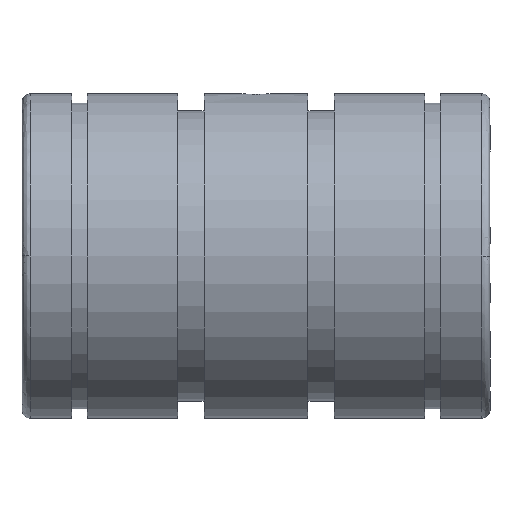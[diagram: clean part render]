
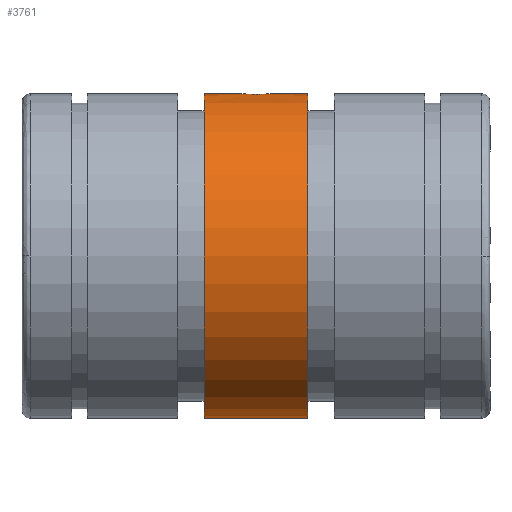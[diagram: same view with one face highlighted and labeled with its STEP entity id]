
A CAD part, left-side view. The second image highlights one B-rep face of the part: STEP entity #3761.
In plain terms, the highlighted cylindrical face has radius 19.844 mm (diameter 39.688 mm), a partial arc.
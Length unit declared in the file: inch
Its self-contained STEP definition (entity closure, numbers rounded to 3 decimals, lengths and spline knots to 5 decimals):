
#45 = EDGE_CURVE ( 'NONE', #981, #537, #1641, .T. ) ;
#148 = VECTOR ( 'NONE', #5266, 39.37008 ) ;
#176 = CARTESIAN_POINT ( 'NONE',  ( -0.01028, -0.07764, 0.78121 ) ) ;
#234 = CARTESIAN_POINT ( 'NONE',  ( -0.07763, -0.01033, 0.77739 ) ) ;
#430 = CARTESIAN_POINT ( 'NONE',  ( 0., -0.25, -0.78126 ) ) ;
#504 = FACE_OUTER_BOUND ( 'NONE', #3006, .T. ) ;
#537 = VERTEX_POINT ( 'NONE', #3371 ) ;
#646 = CARTESIAN_POINT ( 'NONE',  ( -0.0205, 0.0761, 0.78105 ) ) ;
#727 = CARTESIAN_POINT ( 'NONE',  ( -0.07815, 0.00517, 0.77734 ) ) ;
#806 = DIRECTION ( 'NONE',  ( 0., 0., -1. ) ) ;
#830 = B_SPLINE_CURVE_WITH_KNOTS ( 'NONE', 3,
 ( #6869, #3331, #176, #2059, #4469, #1466, #6834, #3308, #2035, #6254, #3951, #5120, #5045, #6296, #1441, #234, #5655, #6274 ),
 .UNSPECIFIED., .F., .F.,
 ( 4, 2, 2, 2, 2, 2, 2, 2, 4 ),
 ( 0.00311, 0.00349, 0.00388, 0.00427, 0.00466, 0.00504, 0.00543, 0.00582, 0.00621 ),
 .UNSPECIFIED. ) ;
#880 = B_SPLINE_CURVE_WITH_KNOTS ( 'NONE', 3,
 ( #7364, #727, #1917, #3707, #6746, #4947, #1994, #4310, #5569, #4999, #6189, #646, #3142, #5496 ),
 .UNSPECIFIED., .F., .F.,
 ( 4, 2, 2, 2, 2, 2, 4 ),
 ( 0.00621, 0.0066, 0.00698, 0.00737, 0.00776, 0.00854, 0.00931 ),
 .UNSPECIFIED. ) ;
#981 = VERTEX_POINT ( 'NONE', #3591 ) ;
#1013 = VERTEX_POINT ( 'NONE', #430 ) ;
#1075 = DIRECTION ( 'NONE',  ( 0., -1., 0. ) ) ;
#1156 = CIRCLE ( 'NONE', #7116, 0.78126 ) ;
#1322 = DIRECTION ( 'NONE',  ( 0., -1., 0. ) ) ;
#1366 = CARTESIAN_POINT ( 'NONE',  ( -0.07815, 0., 0.77734 ) ) ;
#1428 = DIRECTION ( 'NONE',  ( 0., 1., 0. ) ) ;
#1441 = CARTESIAN_POINT ( 'NONE',  ( -0.07563, -0.02034, 0.77759 ) ) ;
#1466 = CARTESIAN_POINT ( 'NONE',  ( -0.03462, -0.07025, 0.78051 ) ) ;
#1641 = LINE ( 'NONE', #6464, #2867 ) ;
#1684 = ORIENTED_EDGE ( 'NONE', *, *, #45, .F. ) ;
#1871 = EDGE_CURVE ( 'NONE', #6429, #3494, #1156, .T. ) ;
#1917 = CARTESIAN_POINT ( 'NONE',  ( -0.07764, 0.01025, 0.77739 ) ) ;
#1973 = CARTESIAN_POINT ( 'NONE',  ( 0., 0., -0.78126 ) ) ;
#1994 = CARTESIAN_POINT ( 'NONE',  ( -0.06782, 0.03916, 0.77832 ) ) ;
#2035 = CARTESIAN_POINT ( 'NONE',  ( -0.0516, -0.05892, 0.77956 ) ) ;
#2059 = CARTESIAN_POINT ( 'NONE',  ( -0.02029, -0.07564, 0.78101 ) ) ;
#2228 = DIRECTION ( 'NONE',  ( 0., -1., 0. ) ) ;
#2292 = VERTEX_POINT ( 'NONE', #3095 ) ;
#2348 = LINE ( 'NONE', #1973, #6948 ) ;
#2636 = ORIENTED_EDGE ( 'NONE', *, *, #6058, .T. ) ;
#2867 = VECTOR ( 'NONE', #4095, 39.37008 ) ;
#2908 = VERTEX_POINT ( 'NONE', #1366 ) ;
#3000 = CYLINDRICAL_SURFACE ( 'NONE', #3395, 0.78126 ) ;
#3006 = EDGE_LOOP ( 'NONE', ( #7371, #4251, #3031, #4263, #1684, #4151, #2636 ) ) ;
#3010 = AXIS2_PLACEMENT_3D ( 'NONE', #4482, #1428, #806 ) ;
#3031 = ORIENTED_EDGE ( 'NONE', *, *, #7831, .T. ) ;
#3095 = CARTESIAN_POINT ( 'NONE',  ( 0., 0.07815, 0.78126 ) ) ;
#3142 = CARTESIAN_POINT ( 'NONE',  ( -0.0102, 0.07815, 0.78126 ) ) ;
#3308 = CARTESIAN_POINT ( 'NONE',  ( -0.04765, -0.06215, 0.77982 ) ) ;
#3331 = CARTESIAN_POINT ( 'NONE',  ( -0.0051, -0.07815, 0.78126 ) ) ;
#3371 = CARTESIAN_POINT ( 'NONE',  ( 0., -0.25, 0.78126 ) ) ;
#3395 = AXIS2_PLACEMENT_3D ( 'NONE', #6512, #1075, #5331 ) ;
#3494 = VERTEX_POINT ( 'NONE', #4017 ) ;
#3591 = CARTESIAN_POINT ( 'NONE',  ( 0., -0.07815, 0.78126 ) ) ;
#3707 = CARTESIAN_POINT ( 'NONE',  ( -0.07565, 0.02024, 0.77759 ) ) ;
#3761 = ADVANCED_FACE ( 'NONE', ( #504 ), #3000, .T. ) ;
#3951 = CARTESIAN_POINT ( 'NONE',  ( -0.06212, -0.04769, 0.77879 ) ) ;
#4017 = CARTESIAN_POINT ( 'NONE',  ( 0., 0.25, -0.78126 ) ) ;
#4036 = EDGE_CURVE ( 'NONE', #981, #2908, #830, .T. ) ;
#4095 = DIRECTION ( 'NONE',  ( 0., -1., 0. ) ) ;
#4151 = ORIENTED_EDGE ( 'NONE', *, *, #4036, .T. ) ;
#4251 = ORIENTED_EDGE ( 'NONE', *, *, #1871, .T. ) ;
#4263 = ORIENTED_EDGE ( 'NONE', *, *, #7114, .T. ) ;
#4310 = CARTESIAN_POINT ( 'NONE',  ( -0.06215, 0.04766, 0.77879 ) ) ;
#4345 = CIRCLE ( 'NONE', #3010, 0.78126 ) ;
#4469 = CARTESIAN_POINT ( 'NONE',  ( -0.02516, -0.07416, 0.78087 ) ) ;
#4482 = CARTESIAN_POINT ( 'NONE',  ( 0., -0.25, 0. ) ) ;
#4947 = CARTESIAN_POINT ( 'NONE',  ( -0.07022, 0.03468, 0.7781 ) ) ;
#4999 = CARTESIAN_POINT ( 'NONE',  ( -0.04803, 0.06249, 0.77982 ) ) ;
#5045 = CARTESIAN_POINT ( 'NONE',  ( -0.07022, -0.03467, 0.7781 ) ) ;
#5120 = CARTESIAN_POINT ( 'NONE',  ( -0.06778, -0.03924, 0.77832 ) ) ;
#5266 = DIRECTION ( 'NONE',  ( 0., -1., 0. ) ) ;
#5331 = DIRECTION ( 'NONE',  ( 0., 0., -1. ) ) ;
#5496 = CARTESIAN_POINT ( 'NONE',  ( 0., 0.07815, 0.78126 ) ) ;
#5569 = CARTESIAN_POINT ( 'NONE',  ( -0.05884, 0.05168, 0.77905 ) ) ;
#5655 = CARTESIAN_POINT ( 'NONE',  ( -0.07815, -0.00516, 0.77734 ) ) ;
#5829 = DIRECTION ( 'NONE',  ( 0., 0., -1. ) ) ;
#6058 = EDGE_CURVE ( 'NONE', #2908, #2292, #880, .T. ) ;
#6189 = CARTESIAN_POINT ( 'NONE',  ( -0.03931, 0.06831, 0.78033 ) ) ;
#6252 = CARTESIAN_POINT ( 'NONE',  ( 0., 0.25, 0.78126 ) ) ;
#6254 = CARTESIAN_POINT ( 'NONE',  ( -0.05889, -0.05163, 0.77905 ) ) ;
#6274 = CARTESIAN_POINT ( 'NONE',  ( -0.07815, 0., 0.77734 ) ) ;
#6296 = CARTESIAN_POINT ( 'NONE',  ( -0.07415, -0.02521, 0.77774 ) ) ;
#6429 = VERTEX_POINT ( 'NONE', #6252 ) ;
#6464 = CARTESIAN_POINT ( 'NONE',  ( 0., 0., 0.78126 ) ) ;
#6512 = CARTESIAN_POINT ( 'NONE',  ( 0., 0., 0. ) ) ;
#6746 = CARTESIAN_POINT ( 'NONE',  ( -0.07415, 0.02521, 0.77774 ) ) ;
#6761 = EDGE_CURVE ( 'NONE', #6429, #2292, #7468, .T. ) ;
#6834 = CARTESIAN_POINT ( 'NONE',  ( -0.03919, -0.0678, 0.78029 ) ) ;
#6869 = CARTESIAN_POINT ( 'NONE',  ( 0., -0.07815, 0.78126 ) ) ;
#6948 = VECTOR ( 'NONE', #1322, 39.37008 ) ;
#7067 = CARTESIAN_POINT ( 'NONE',  ( 0., 0.25, 0. ) ) ;
#7114 = EDGE_CURVE ( 'NONE', #1013, #537, #4345, .T. ) ;
#7116 = AXIS2_PLACEMENT_3D ( 'NONE', #7067, #2228, #5829 ) ;
#7364 = CARTESIAN_POINT ( 'NONE',  ( -0.07815, 0., 0.77734 ) ) ;
#7371 = ORIENTED_EDGE ( 'NONE', *, *, #6761, .F. ) ;
#7468 = LINE ( 'NONE', #7609, #148 ) ;
#7609 = CARTESIAN_POINT ( 'NONE',  ( 0., 0., 0.78126 ) ) ;
#7831 = EDGE_CURVE ( 'NONE', #3494, #1013, #2348, .T. ) ;
